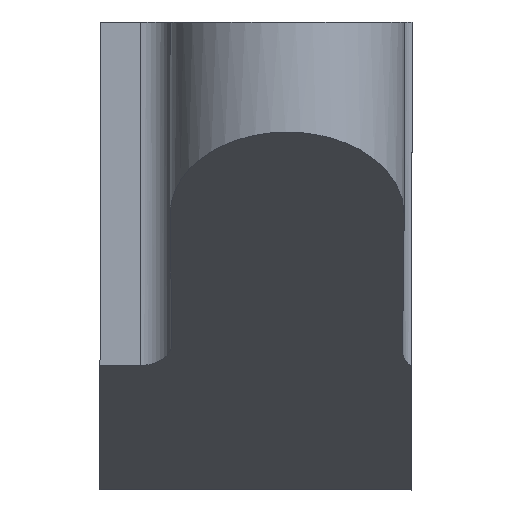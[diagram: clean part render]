
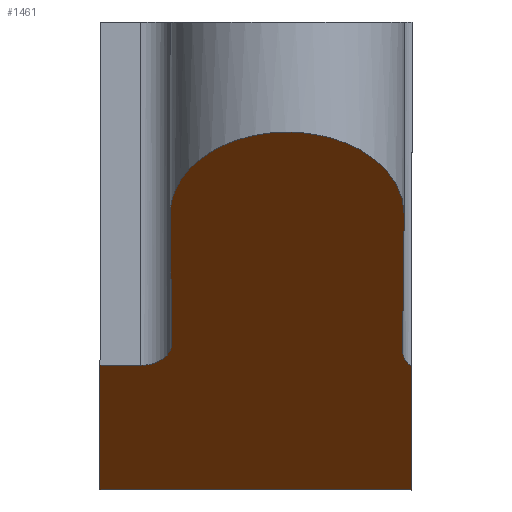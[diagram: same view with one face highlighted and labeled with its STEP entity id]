
A CAD part, front view. The second image highlights one B-rep face of the part: STEP entity #1461.
In plain terms, the highlighted planar face has unit normal (0, -0.574, -0.819).
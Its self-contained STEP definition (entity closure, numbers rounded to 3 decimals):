
#96=CARTESIAN_POINT('',(4.,4.3,-4.422));
#97=VERTEX_POINT('',#96);
#108=CARTESIAN_POINT('',(4.,4.3,-4.422));
#109=DIRECTION('',(0.,0.819,-0.574));
#110=VECTOR('',#109,2.752);
#111=LINE('',#108,#110);
#112=CARTESIAN_POINT('',(4.,6.554,-6.));
#113=VERTEX_POINT('',#112);
#114=EDGE_CURVE('',#97,#113,#111,.T.);
#390=CARTESIAN_POINT('',(0.,4.273,-4.403));
#391=VERTEX_POINT('',#390);
#415=CARTESIAN_POINT('',(0.521,4.273,-4.403));
#416=VERTEX_POINT('',#415);
#427=CARTESIAN_POINT('',(0.521,4.273,-4.403));
#428=DIRECTION('',(-1.,0.,0.));
#429=VECTOR('',#428,0.521);
#430=LINE('',#427,#429);
#431=EDGE_CURVE('',#416,#391,#430,.T.);
#461=CARTESIAN_POINT('',(0.921,3.87,-4.12));
#462=VERTEX_POINT('',#461);
#473=CARTESIAN_POINT('',(0.921,3.87,-4.12));
#474=CARTESIAN_POINT('',(0.923,4.106,-4.286));
#475=CARTESIAN_POINT('',(0.757,4.273,-4.403));
#476=CARTESIAN_POINT('',(0.521,4.273,-4.403));
#477=(BOUNDED_CURVE()B_SPLINE_CURVE(3,(#473,#474,#475,#476),.UNSPECIFIED.,.F.,.F.)B_SPLINE_CURVE_WITH_KNOTS((4,4),(0.,1.),.UNSPECIFIED.)CURVE()GEOMETRIC_REPRESENTATION_ITEM()RATIONAL_B_SPLINE_CURVE((1.,0.803,0.803,1.))REPRESENTATION_ITEM(''));
#478=EDGE_CURVE('',#462,#416,#477,.T.);
#544=CARTESIAN_POINT('',(0.9,1.513,-2.47));
#545=VERTEX_POINT('',#544);
#556=CARTESIAN_POINT('',(0.9,1.513,-2.47));
#557=DIRECTION('',(0.007,0.819,-0.574));
#558=VECTOR('',#557,2.877);
#559=LINE('',#556,#558);
#560=EDGE_CURVE('',#545,#462,#559,.T.);
#595=CARTESIAN_POINT('',(3.9,1.513,-2.47));
#596=CARTESIAN_POINT('',(3.908,0.628,-1.851));
#597=CARTESIAN_POINT('',(3.285,0.,-1.411));
#598=CARTESIAN_POINT('',(2.4,0.,-1.411));
#599=CARTESIAN_POINT('',(1.515,0.,-1.411));
#600=CARTESIAN_POINT('',(0.892,0.628,-1.851));
#601=CARTESIAN_POINT('',(0.9,1.513,-2.47));
#602=(BOUNDED_CURVE()B_SPLINE_CURVE(3,(#595,#596,#597,#598,#599,#600,#601),.UNSPECIFIED.,.F.,.F.)B_SPLINE_CURVE_WITH_KNOTS((4,3,4),(0.,0.5,1.),.UNSPECIFIED.)CURVE()GEOMETRIC_REPRESENTATION_ITEM()RATIONAL_B_SPLINE_CURVE((1.,0.803,0.803,1.,0.803
,0.803,1.))REPRESENTATION_ITEM(''));
#603=CARTESIAN_POINT('',(3.9,1.513,-2.47));
#604=VERTEX_POINT('',#603);
#605=EDGE_CURVE('',#604,#545,#602,.T.);
#676=CARTESIAN_POINT('',(3.878,4.009,-4.218));
#677=VERTEX_POINT('',#676);
#688=CARTESIAN_POINT('',(3.878,4.009,-4.218));
#689=DIRECTION('',(0.007,-0.819,0.574));
#690=VECTOR('',#689,3.047);
#691=LINE('',#688,#690);
#692=EDGE_CURVE('',#677,#604,#691,.T.);
#1289=CARTESIAN_POINT('',(0.,6.554,-6.));
#1290=VERTEX_POINT('',#1289);
#1301=CARTESIAN_POINT('',(4.,6.554,-6.));
#1302=DIRECTION('',(-1.,0.,0.));
#1303=VECTOR('',#1302,4.);
#1304=LINE('',#1301,#1303);
#1305=EDGE_CURVE('',#113,#1290,#1304,.T.);
#1362=CARTESIAN_POINT('',(2.4,2.582,-3.218));
#1363=DIRECTION('',(0.,0.574,0.819));
#1364=DIRECTION('',(0.,-0.47,0.329));
#1365=AXIS2_PLACEMENT_3D('',#1362,#1363,#1364);
#1366=PLANE('',#1365);
#1367=ORIENTED_EDGE('Edge 104',*,*,#560,.T.);
#1376=ORIENTED_EDGE('Edge 676',*,*,#605,.T.);
#1385=ORIENTED_EDGE('Edge 114',*,*,#692,.T.);
#1394=CARTESIAN_POINT('',(4.,4.3,-4.422));
#1395=CARTESIAN_POINT('',(3.92,4.223,-4.368));
#1396=CARTESIAN_POINT('',(3.877,4.12,-4.296));
#1397=CARTESIAN_POINT('',(3.878,4.009,-4.218));
#1398=(BOUNDED_CURVE()B_SPLINE_CURVE(3,(#1394,#1395,#1396,#1397),.UNSPECIFIED.,.F.,.F.)B_SPLINE_CURVE_WITH_KNOTS((4,4),(0.,1.),.UNSPECIFIED.)CURVE()GEOMETRIC_REPRESENTATION_ITEM()RATIONAL_B_SPLINE_CURVE((1.,0.946,0.946,1.))REPRESENTATION_ITEM('')
);
#1399=EDGE_CURVE('',#97,#677,#1398,.T.);
#1400=ORIENTED_EDGE('Edge 119',*,*,#1399,.T.);
#1409=ORIENTED_EDGE('Edge 124',*,*,#114,.F.);
#1418=ORIENTED_EDGE('Edge 129',*,*,#1305,.F.);
#1427=CARTESIAN_POINT('',(0.,4.273,-4.403));
#1428=DIRECTION('',(0.,0.819,-0.574));
#1429=VECTOR('',#1428,2.784);
#1430=LINE('',#1427,#1429);
#1431=EDGE_CURVE('',#391,#1290,#1430,.T.);
#1432=ORIENTED_EDGE('Edge 134',*,*,#1431,.T.);
#1441=ORIENTED_EDGE('Edge 139',*,*,#431,.T.);
#1450=ORIENTED_EDGE('Edge 144',*,*,#478,.T.);
#1459=EDGE_LOOP('',(#1450,#1441,#1432,#1418,#1409,#1400,#1385,#1376,#1367));
#1460=FACE_OUTER_BOUND('Loop 145',#1459,.T.);
#1461=ADVANCED_FACE('Face 146',(#1460),#1366,.F.);
